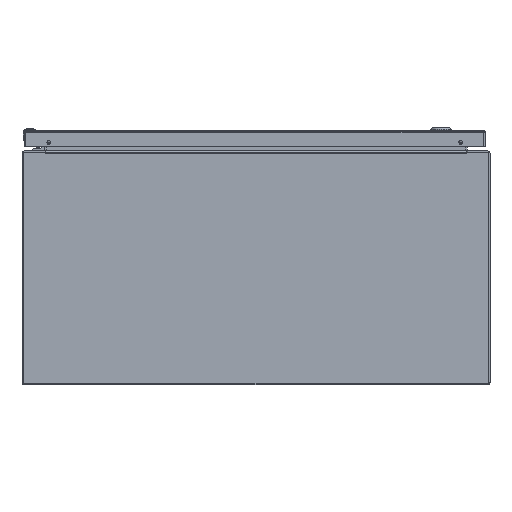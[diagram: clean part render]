
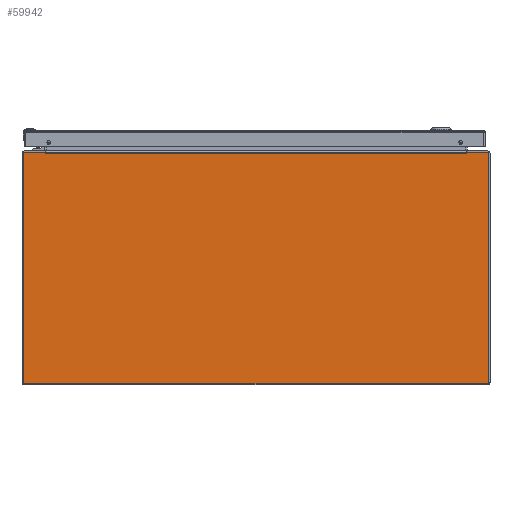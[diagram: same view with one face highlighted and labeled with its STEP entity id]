
A CAD part, front view. The second image highlights one B-rep face of the part: STEP entity #59942.
In plain terms, the highlighted planar face has unit normal (0, -1, 0).
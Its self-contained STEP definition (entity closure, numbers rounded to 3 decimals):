
#1858 = AXIS2_PLACEMENT_3D ( 'NONE', #78895, #128366, #52183 ) ;
#3234 = ORIENTED_EDGE ( 'NONE', *, *, #13029, .T. ) ;
#9895 = CARTESIAN_POINT ( 'NONE',  ( 11.857, -24., 5.857 ) ) ;
#9944 = ORIENTED_EDGE ( 'NONE', *, *, #127011, .F. ) ;
#10263 = CARTESIAN_POINT ( 'NONE',  ( -11.937, -24., -5.857 ) ) ;
#10563 = CARTESIAN_POINT ( 'NONE',  ( 11.857, -24., -5.857 ) ) ;
#12229 = CARTESIAN_POINT ( 'NONE',  ( 11.857, -24., -5.937 ) ) ;
#13029 = EDGE_CURVE ( 'NONE', #154829, #156693, #102584, .T. ) ;
#15522 = ORIENTED_EDGE ( 'NONE', *, *, #156321, .F. ) ;
#17385 = CARTESIAN_POINT ( 'NONE',  ( 0., -24., 5.883 ) ) ;
#20227 = LINE ( 'NONE', #130529, #50709 ) ;
#20498 = DIRECTION ( 'NONE',  ( 0., 1., 0. ) ) ;
#23391 = VERTEX_POINT ( 'NONE', #104971 ) ;
#26624 = EDGE_CURVE ( 'NONE', #130048, #88152, #98446, .T. ) ;
#28168 = ORIENTED_EDGE ( 'NONE', *, *, #45886, .F. ) ;
#28530 = AXIS2_PLACEMENT_3D ( 'NONE', #47062, #119273, #132242 ) ;
#29151 = VECTOR ( 'NONE', #103306, 39.37 ) ;
#29784 = EDGE_LOOP ( 'NONE', ( #28168, #42758, #66934, #141923, #15522, #9944, #101836, #48110, #65327, #158610, #29787, #3234, #59909, #43771 ) ) ;
#29787 = ORIENTED_EDGE ( 'NONE', *, *, #124428, .T. ) ;
#33495 = VERTEX_POINT ( 'NONE', #10263 ) ;
#34433 = LINE ( 'NONE', #83911, #130528 ) ;
#36183 = EDGE_CURVE ( 'NONE', #94525, #23391, #128426, .T. ) ;
#36192 = EDGE_CURVE ( 'NONE', #33495, #130048, #69189, .T. ) ;
#36926 = CARTESIAN_POINT ( 'NONE',  ( 0., -24., -5.937 ) ) ;
#40887 = LINE ( 'NONE', #138182, #29151 ) ;
#42758 = ORIENTED_EDGE ( 'NONE', *, *, #26624, .F. ) ;
#43257 = DIRECTION ( 'NONE',  ( 0., 0., 1. ) ) ;
#43771 = ORIENTED_EDGE ( 'NONE', *, *, #36183, .F. ) ;
#44923 = DIRECTION ( 'NONE',  ( -0.174, 0., -0.985 ) ) ;
#44994 = VECTOR ( 'NONE', #54705, 39.37 ) ;
#45886 = EDGE_CURVE ( 'NONE', #88152, #94525, #34433, .T. ) ;
#47062 = CARTESIAN_POINT ( 'NONE',  ( -11.857, -24., 5.857 ) ) ;
#48110 = ORIENTED_EDGE ( 'NONE', *, *, #83251, .F. ) ;
#48264 = CARTESIAN_POINT ( 'NONE',  ( -10.823, -24., 5.937 ) ) ;
#50709 = VECTOR ( 'NONE', #92476, 39.37 ) ;
#52183 = DIRECTION ( 'NONE',  ( 0., 0., -1. ) ) ;
#53852 = CARTESIAN_POINT ( 'NONE',  ( -10.818, -24., 5.91 ) ) ;
#54705 = DIRECTION ( 'NONE',  ( -1., 0., 0. ) ) ;
#59275 = DIRECTION ( 'NONE',  ( 0., 1., 0. ) ) ;
#59909 = ORIENTED_EDGE ( 'NONE', *, *, #149566, .F. ) ;
#59942 = ADVANCED_FACE ( 'NONE', ( #79189 ), #73759, .T. ) ;
#61054 = AXIS2_PLACEMENT_3D ( 'NONE', #86752, #111885, #136217 ) ;
#63505 = VECTOR ( 'NONE', #148873, 39.37 ) ;
#63830 = VERTEX_POINT ( 'NONE', #142947 ) ;
#65327 = ORIENTED_EDGE ( 'NONE', *, *, #123954, .F. ) ;
#65840 = VERTEX_POINT ( 'NONE', #90026 ) ;
#66154 = DIRECTION ( 'NONE',  ( 1., 0., 0. ) ) ;
#66485 = CARTESIAN_POINT ( 'NONE',  ( -10.798, -24., 5.883 ) ) ;
#66934 = ORIENTED_EDGE ( 'NONE', *, *, #36192, .F. ) ;
#69189 = LINE ( 'NONE', #108078, #138601 ) ;
#69276 = LINE ( 'NONE', #145448, #106422 ) ;
#71562 = DIRECTION ( 'NONE',  ( 0., 0., -1. ) ) ;
#71854 = CIRCLE ( 'NONE', #1858, 0.08 ) ;
#73436 = CARTESIAN_POINT ( 'NONE',  ( 10.806, -24., 5.883 ) ) ;
#73759 = PLANE ( 'NONE',  #61054 ) ;
#78895 = CARTESIAN_POINT ( 'NONE',  ( -11.857, -24., -5.857 ) ) ;
#79189 = FACE_OUTER_BOUND ( 'NONE', #29784, .T. ) ;
#83251 = EDGE_CURVE ( 'NONE', #84791, #65840, #109668, .T. ) ;
#83911 = CARTESIAN_POINT ( 'NONE',  ( 0., -24., 5.937 ) ) ;
#84791 = VERTEX_POINT ( 'NONE', #122080 ) ;
#86752 = CARTESIAN_POINT ( 'NONE',  ( 0., -24., 0. ) ) ;
#88152 = VERTEX_POINT ( 'NONE', #152613 ) ;
#90026 = CARTESIAN_POINT ( 'NONE',  ( 11.937, -24., 5.857 ) ) ;
#92476 = DIRECTION ( 'NONE',  ( 1., 0., 0. ) ) ;
#94525 = VERTEX_POINT ( 'NONE', #48264 ) ;
#98446 = CIRCLE ( 'NONE', #28530, 0.08 ) ;
#100440 = VERTEX_POINT ( 'NONE', #112838 ) ;
#101836 = ORIENTED_EDGE ( 'NONE', *, *, #105484, .F. ) ;
#102584 = LINE ( 'NONE', #17385, #44994 ) ;
#103306 = DIRECTION ( 'NONE',  ( 0., 0., -1. ) ) ;
#103743 = CARTESIAN_POINT ( 'NONE',  ( 10.798, -24., 5.883 ) ) ;
#104971 = CARTESIAN_POINT ( 'NONE',  ( -10.814, -24., 5.883 ) ) ;
#105484 = EDGE_CURVE ( 'NONE', #65840, #112201, #40887, .T. ) ;
#106422 = VECTOR ( 'NONE', #44923, 39.37 ) ;
#107434 = VECTOR ( 'NONE', #140583, 39.37 ) ;
#108078 = CARTESIAN_POINT ( 'NONE',  ( -11.937, -24., 0. ) ) ;
#109668 = CIRCLE ( 'NONE', #143368, 0.08 ) ;
#111885 = DIRECTION ( 'NONE',  ( 0., -1., 0. ) ) ;
#112201 = VERTEX_POINT ( 'NONE', #122569 ) ;
#112838 = CARTESIAN_POINT ( 'NONE',  ( 10.814, -24., 5.883 ) ) ;
#115640 = EDGE_CURVE ( 'NONE', #145627, #33495, #71854, .T. ) ;
#119273 = DIRECTION ( 'NONE',  ( 0., 1., 0. ) ) ;
#122080 = CARTESIAN_POINT ( 'NONE',  ( 11.857, -24., 5.937 ) ) ;
#122374 = CIRCLE ( 'NONE', #148323, 0.08 ) ;
#122501 = DIRECTION ( 'NONE',  ( 0., 0., -1. ) ) ;
#122569 = CARTESIAN_POINT ( 'NONE',  ( 11.937, -24., -5.857 ) ) ;
#123265 = VERTEX_POINT ( 'NONE', #12229 ) ;
#123722 = LINE ( 'NONE', #36926, #63505 ) ;
#123954 = EDGE_CURVE ( 'NONE', #63830, #84791, #125379, .T. ) ;
#124428 = EDGE_CURVE ( 'NONE', #100440, #154829, #137490, .T. ) ;
#124637 = EDGE_CURVE ( 'NONE', #63830, #100440, #69276, .T. ) ;
#125379 = LINE ( 'NONE', #152923, #140012 ) ;
#127011 = EDGE_CURVE ( 'NONE', #112201, #123265, #122374, .T. ) ;
#128366 = DIRECTION ( 'NONE',  ( 0., 1., 0. ) ) ;
#128426 = LINE ( 'NONE', #53852, #107434 ) ;
#128972 = CARTESIAN_POINT ( 'NONE',  ( -11.857, -24., -5.937 ) ) ;
#130048 = VERTEX_POINT ( 'NONE', #151974 ) ;
#130528 = VECTOR ( 'NONE', #133383, 39.37 ) ;
#130529 = CARTESIAN_POINT ( 'NONE',  ( -10.806, -24., 5.883 ) ) ;
#132242 = DIRECTION ( 'NONE',  ( 0., 0., -1. ) ) ;
#133383 = DIRECTION ( 'NONE',  ( 1., 0., 0. ) ) ;
#136217 = DIRECTION ( 'NONE',  ( 0., 0., -1. ) ) ;
#137490 = LINE ( 'NONE', #73436, #145218 ) ;
#138182 = CARTESIAN_POINT ( 'NONE',  ( 11.937, -24., 0. ) ) ;
#138601 = VECTOR ( 'NONE', #43257, 39.37 ) ;
#140012 = VECTOR ( 'NONE', #66154, 39.37 ) ;
#140583 = DIRECTION ( 'NONE',  ( 0.174, 0., -0.985 ) ) ;
#141923 = ORIENTED_EDGE ( 'NONE', *, *, #115640, .F. ) ;
#142947 = CARTESIAN_POINT ( 'NONE',  ( 10.823, -24., 5.937 ) ) ;
#143368 = AXIS2_PLACEMENT_3D ( 'NONE', #9895, #20498, #71562 ) ;
#145218 = VECTOR ( 'NONE', #149695, 39.37 ) ;
#145448 = CARTESIAN_POINT ( 'NONE',  ( 10.818, -24., 5.91 ) ) ;
#145627 = VERTEX_POINT ( 'NONE', #128972 ) ;
#148323 = AXIS2_PLACEMENT_3D ( 'NONE', #10563, #59275, #122501 ) ;
#148873 = DIRECTION ( 'NONE',  ( -1., 0., 0. ) ) ;
#149566 = EDGE_CURVE ( 'NONE', #23391, #156693, #20227, .T. ) ;
#149695 = DIRECTION ( 'NONE',  ( -1., 0., 0. ) ) ;
#151974 = CARTESIAN_POINT ( 'NONE',  ( -11.937, -24., 5.857 ) ) ;
#152613 = CARTESIAN_POINT ( 'NONE',  ( -11.857, -24., 5.937 ) ) ;
#152923 = CARTESIAN_POINT ( 'NONE',  ( 0., -24., 5.937 ) ) ;
#154829 = VERTEX_POINT ( 'NONE', #103743 ) ;
#156321 = EDGE_CURVE ( 'NONE', #123265, #145627, #123722, .T. ) ;
#156693 = VERTEX_POINT ( 'NONE', #66485 ) ;
#158610 = ORIENTED_EDGE ( 'NONE', *, *, #124637, .T. ) ;
